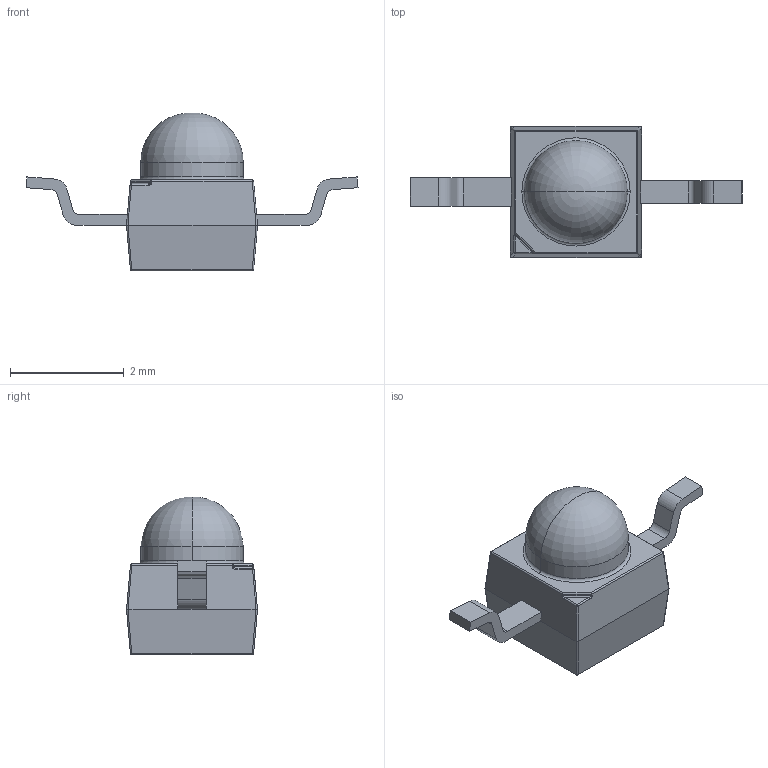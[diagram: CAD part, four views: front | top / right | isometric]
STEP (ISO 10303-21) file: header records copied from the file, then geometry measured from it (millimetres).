
FILE_DESCRIPTION (( 'STEP AP214' ), '1' );
FILE_NAME ('VLDR1235R.STEP', '2023-07-17T01:30:58', ( '' ), ( '' ), 'SwSTEP 2.0', 'SolidWorks 2022', '' );
FILE_SCHEMA (( 'AUTOMOTIVE_DESIGN' ));
Length unit declared in the file: millimetre
Products named in the file (1): VLDR1235R
Bounding box: 5.83 x 2.3 x 2.77 mm (x, y, z)
Volume: 10.6 mm3; surface area: 33 mm2
Topology: 1 solids, 1 shells, 79 faces, 181 edges, 103 vertices
Faces by surface type: cylinder 32, plane 30, sphere 10, torus 4, bspline 3
Entity records: 3086 total; most frequent: CARTESIAN_POINT 425, DIRECTION 384, ORIENTED_EDGE 358, EDGE_CURVE 179, AXIS2_PLACEMENT_3D 138, LINE 108, VECTOR 108, VERTEX_POINT 103
